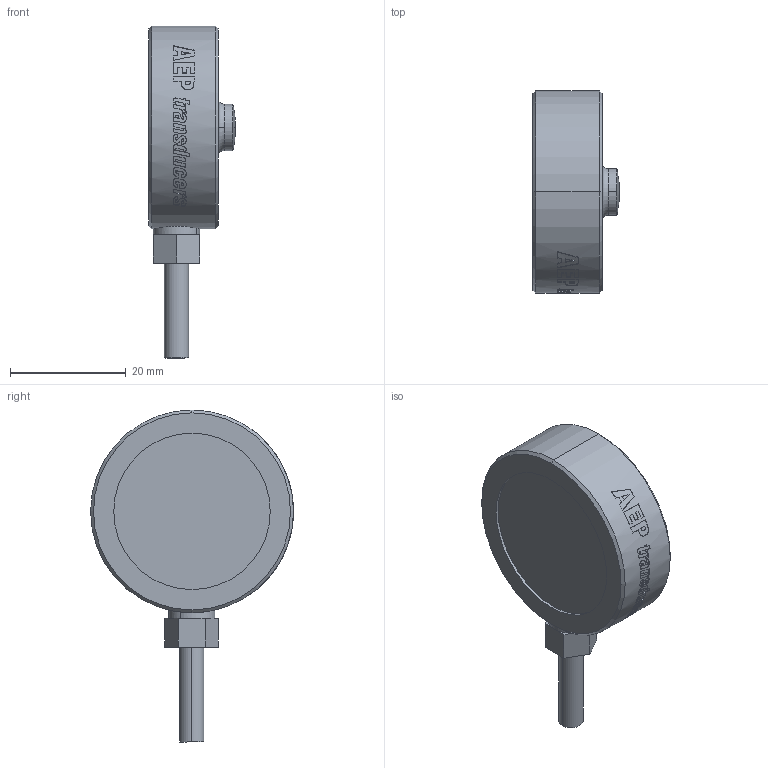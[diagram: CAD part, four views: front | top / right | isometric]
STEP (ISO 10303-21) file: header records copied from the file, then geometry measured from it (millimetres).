
FILE_DESCRIPTION(('STEP AP214'),'1');
FILE_NAME('CM 2.5t.stp','2015-05-18T08:22:50',(' '),(' '),'Spatial InterOp 3D',' ',' ');
FILE_SCHEMA(('automotive_design'));
Length unit declared in the file: metre
Products named in the file (1): CM 2.5t body
Bounding box: 14.95 x 35 x 57.3 mm (x, y, z)
Volume: 11919.2 mm3; surface area: 3709.1 mm2
Topology: 1 solids, 1 shells, 208 faces, 540 edges, 357 vertices
Faces by surface type: plane 109, bspline 47, cylinder 42, torus 4, cone 4, sphere 2
Entity records: 11061 total; most frequent: CARTESIAN_POINT 4425, ORIENTED_EDGE 1080, DIRECTION 959, EDGE_CURVE 540, AXIS2_PLACEMENT_3D 370, VERTEX_POINT 357, EDGE_LOOP 231, LINE 219
